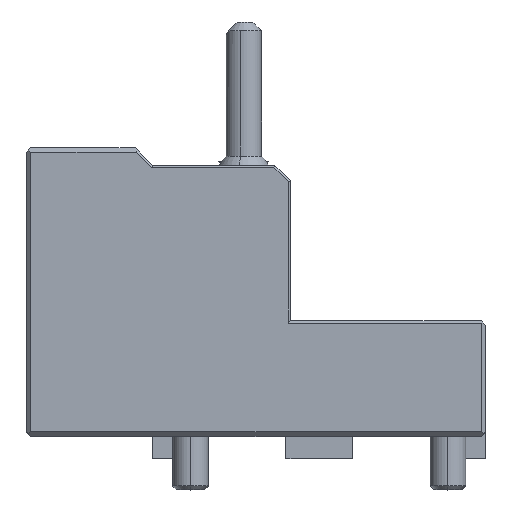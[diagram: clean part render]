
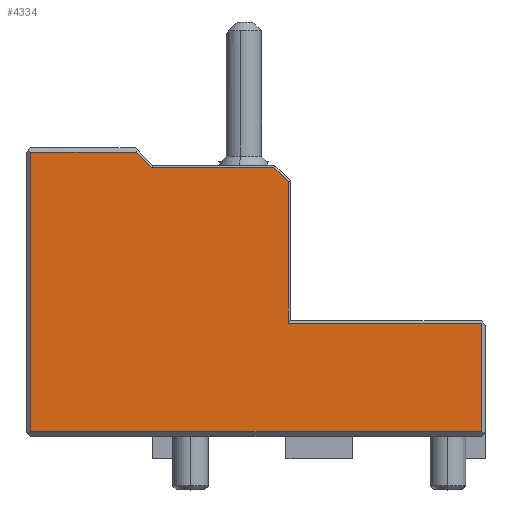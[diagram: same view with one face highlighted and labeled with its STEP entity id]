
A CAD part, top view. The second image highlights one B-rep face of the part: STEP entity #4334.
In plain terms, the highlighted planar face has unit normal (0, 0, 1).
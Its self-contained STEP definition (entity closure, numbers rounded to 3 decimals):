
#1072=DIRECTION('',(0.,-1.,0.));
#1073=VECTOR('',#1072,24.5);
#1074=CARTESIAN_POINT('',(36.5,25.5,37.5));
#1075=LINE('',#1074,#1073);
#1076=DIRECTION('',(-1.,0.,0.));
#1077=VECTOR('',#1076,101.5);
#1078=CARTESIAN_POINT('',(36.5,1.,37.5));
#1079=LINE('',#1078,#1077);
#1080=DIRECTION('',(0.,-1.,0.));
#1081=VECTOR('',#1080,63.);
#1082=CARTESIAN_POINT('',(-65.,64.,37.5));
#1083=LINE('',#1082,#1081);
#1084=DIRECTION('',(1.,0.,0.));
#1085=VECTOR('',#1084,23.793);
#1086=CARTESIAN_POINT('',(-65.,64.,37.5));
#1087=LINE('',#1086,#1085);
#1088=DIRECTION('',(-0.707,0.707,0.));
#1089=VECTOR('',#1088,4.95);
#1090=CARTESIAN_POINT('',(-37.707,60.5,37.5));
#1091=LINE('',#1090,#1089);
#1092=DIRECTION('',(-1.,0.,0.));
#1093=VECTOR('',#1092,27.5);
#1094=CARTESIAN_POINT('',(-10.207,60.5,37.5));
#1095=LINE('',#1094,#1093);
#1096=DIRECTION('',(-0.707,0.707,0.));
#1097=VECTOR('',#1096,4.536);
#1098=CARTESIAN_POINT('',(-7.,57.293,37.5));
#1099=LINE('',#1098,#1097);
#1100=DIRECTION('',(0.,1.,0.));
#1101=VECTOR('',#1100,31.793);
#1102=CARTESIAN_POINT('',(-7.,25.5,37.5));
#1103=LINE('',#1102,#1101);
#1104=DIRECTION('',(-1.,0.,0.));
#1105=VECTOR('',#1104,43.5);
#1106=CARTESIAN_POINT('',(36.5,25.5,37.5));
#1107=LINE('',#1106,#1105);
#2670=CARTESIAN_POINT('',(36.5,25.5,37.5));
#2671=CARTESIAN_POINT('',(-7.,25.5,37.5));
#2672=VERTEX_POINT('',#2670);
#2673=VERTEX_POINT('',#2671);
#2736=CARTESIAN_POINT('',(-65.,64.,37.5));
#2737=VERTEX_POINT('',#2736);
#2763=CARTESIAN_POINT('',(-37.707,60.5,37.5));
#2765=VERTEX_POINT('',#2763);
#2766=CARTESIAN_POINT('',(36.5,1.,37.5));
#2767=VERTEX_POINT('',#2766);
#2775=CARTESIAN_POINT('',(-10.207,60.5,37.5));
#2777=VERTEX_POINT('',#2775);
#2782=CARTESIAN_POINT('',(-41.207,64.,37.5));
#2784=VERTEX_POINT('',#2782);
#2795=CARTESIAN_POINT('',(-7.,57.293,37.5));
#2797=VERTEX_POINT('',#2795);
#2836=CARTESIAN_POINT('',(-65.,1.,37.5));
#2837=VERTEX_POINT('',#2836);
#4311=CARTESIAN_POINT('',(-66.,0.,37.5));
#4312=DIRECTION('',(0.,0.,1.));
#4313=DIRECTION('',(1.,0.,0.));
#4314=AXIS2_PLACEMENT_3D('',#4311,#4312,#4313);
#4315=PLANE('',#4314);
#4316=ORIENTED_EDGE('',*,*,#4299,.T.);
#4317=ORIENTED_EDGE('',*,*,#3667,.T.);
#4319=ORIENTED_EDGE('',*,*,#4318,.F.);
#4321=ORIENTED_EDGE('',*,*,#4320,.T.);
#4323=ORIENTED_EDGE('',*,*,#4322,.F.);
#4325=ORIENTED_EDGE('',*,*,#4324,.F.);
#4327=ORIENTED_EDGE('',*,*,#4326,.F.);
#4329=ORIENTED_EDGE('',*,*,#4328,.F.);
#4331=ORIENTED_EDGE('',*,*,#4330,.F.);
#4332=EDGE_LOOP('',(#4316,#4317,#4319,#4321,#4323,#4325,#4327,#4329,#4331));
#4333=FACE_OUTER_BOUND('',#4332,.F.);
#3667=EDGE_CURVE('',#2767,#2837,#1079,.T.);
#4299=EDGE_CURVE('',#2672,#2767,#1075,.T.);
#4318=EDGE_CURVE('',#2737,#2837,#1083,.T.);
#4320=EDGE_CURVE('',#2737,#2784,#1087,.T.);
#4322=EDGE_CURVE('',#2765,#2784,#1091,.T.);
#4324=EDGE_CURVE('',#2777,#2765,#1095,.T.);
#4326=EDGE_CURVE('',#2797,#2777,#1099,.T.);
#4328=EDGE_CURVE('',#2673,#2797,#1103,.T.);
#4330=EDGE_CURVE('',#2672,#2673,#1107,.T.);
#4334=ADVANCED_FACE('',(#4333),#4315,.T.);
